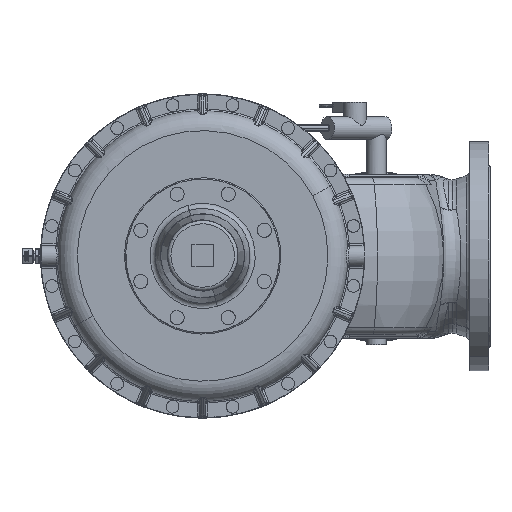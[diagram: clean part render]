
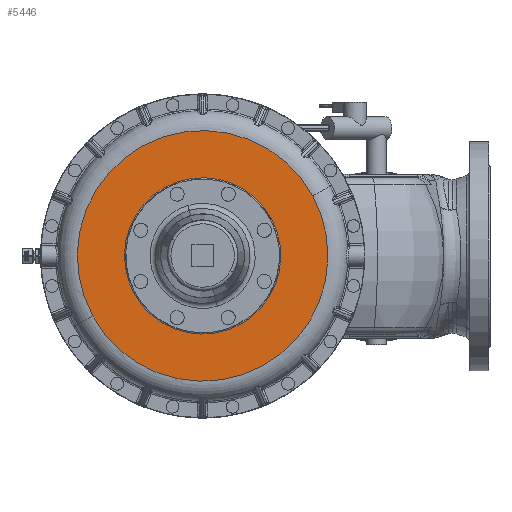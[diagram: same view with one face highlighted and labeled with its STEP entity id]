
A CAD part, top view. The second image highlights one B-rep face of the part: STEP entity #5446.
In plain terms, the highlighted planar face has unit normal (0, 0, 1).
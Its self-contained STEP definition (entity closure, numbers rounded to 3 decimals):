
#5186=CARTESIAN_POINT('Vertex',(-102.677,-56.093,436.5)) ;
#5193=CARTESIAN_POINT('Vertex',(102.677,56.093,436.5)) ;
#5196=CARTESIAN_POINT('Axis2P3D Location',(0.,0.,436.5)) ;
#5213=CARTESIAN_POINT('Axis2P3D Location',(0.,0.,436.5)) ;
#5419=CARTESIAN_POINT('Axis2P3D Location',(187.5,0.,436.5)) ;
#5424=CARTESIAN_POINT('Axis2P3D Location',(0.,0.,436.5)) ;
#5428=CARTESIAN_POINT('Vertex',(-164.547,-89.892,436.5)) ;
#5430=CARTESIAN_POINT('Vertex',(164.547,89.892,436.5)) ;
#5433=CARTESIAN_POINT('Axis2P3D Location',(0.,0.,436.5)) ;
#5197=DIRECTION('Axis2P3D Direction',(0.,-0.,1.)) ;
#5214=DIRECTION('Axis2P3D Direction',(0.,0.,1.)) ;
#5420=DIRECTION('Axis2P3D Direction',(0.,0.,1.)) ;
#5421=DIRECTION('Axis2P3D XDirection',(1.,0.,0.)) ;
#5425=DIRECTION('Axis2P3D Direction',(0.,0.,1.)) ;
#5434=DIRECTION('Axis2P3D Direction',(0.,0.,1.)) ;
#5198=AXIS2_PLACEMENT_3D('Circle Axis2P3D',#5196,#5197,$) ;
#5215=AXIS2_PLACEMENT_3D('Circle Axis2P3D',#5213,#5214,$) ;
#5422=AXIS2_PLACEMENT_3D('Plane Axis2P3D',#5419,#5420,#5421) ;
#5426=AXIS2_PLACEMENT_3D('Circle Axis2P3D',#5424,#5425,$) ;
#5435=AXIS2_PLACEMENT_3D('Circle Axis2P3D',#5433,#5434,$) ;
#5439=ORIENTED_EDGE('',*,*,#5432,.T.) ;
#5440=ORIENTED_EDGE('',*,*,#5437,.T.) ;
#5443=ORIENTED_EDGE('',*,*,#5217,.F.) ;
#5444=ORIENTED_EDGE('',*,*,#5200,.F.) ;
#5445=FACE_BOUND('',#5442,.T.) ;
#5446=ADVANCED_FACE('Brep With Voids',(#5441,#5445),#5423,.T.) ;
#5199=CIRCLE('generated circle',#5198,117.) ;
#5216=CIRCLE('generated circle',#5215,117.) ;
#5427=CIRCLE('generated circle',#5426,187.5) ;
#5436=CIRCLE('generated circle',#5435,187.5) ;
#5200=EDGE_CURVE('',#5194,#5187,#5199,.T.) ;
#5217=EDGE_CURVE('',#5187,#5194,#5216,.T.) ;
#5432=EDGE_CURVE('',#5429,#5431,#5427,.T.) ;
#5437=EDGE_CURVE('',#5431,#5429,#5436,.T.) ;
#5438=EDGE_LOOP('',(#5439,#5440)) ;
#5442=EDGE_LOOP('',(#5443,#5444)) ;
#5441=FACE_OUTER_BOUND('',#5438,.T.) ;
#5423=PLANE('',#5422) ;
#5187=VERTEX_POINT('',#5186) ;
#5194=VERTEX_POINT('',#5193) ;
#5429=VERTEX_POINT('',#5428) ;
#5431=VERTEX_POINT('',#5430) ;
